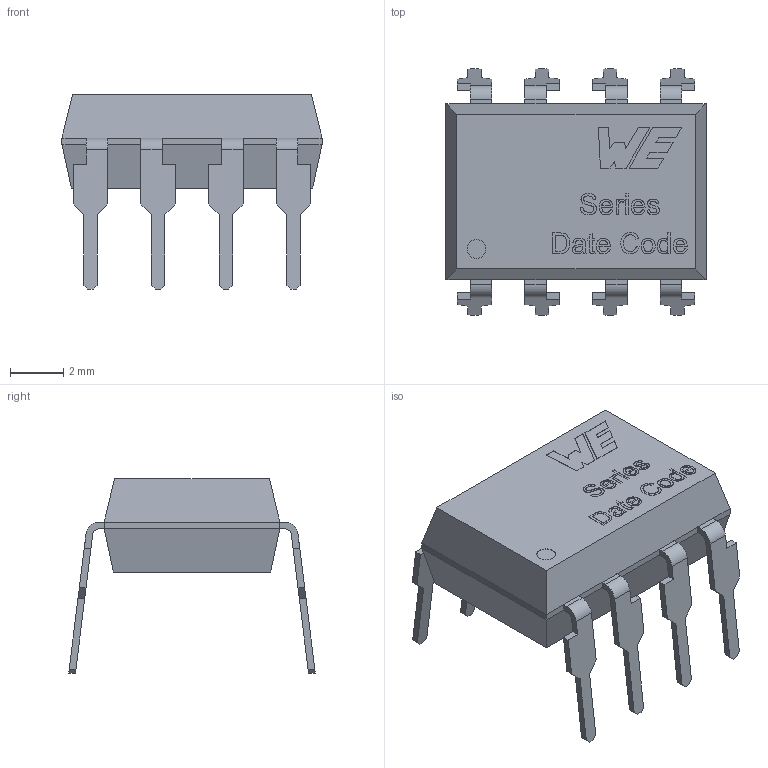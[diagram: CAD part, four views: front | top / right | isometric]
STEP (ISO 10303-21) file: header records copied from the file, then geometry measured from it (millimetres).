
FILE_DESCRIPTION(/* description */ ('Unknown'),/* implementation_level */ '2;1');
FILE_NAME(/* name */ 'WL-OCPT_827_Standard',/* time_stamp */ '2021-06-01T11:43:02+02:00',/* author */ ('Unknown'),/* organization */ ('Unknown'),/* preprocessor_version */ 'ST-DEVELOPER v16.7',/* originating_system */ 'Solid Edge',/* authorisation */ 'Unknown');
FILE_SCHEMA (('AUTOMOTIVE_DESIGN {1 0 10303 214 3 1 1}'));
Length unit declared in the file: millimetre
Products named in the file (3): WL-OCPT_827_Standard; Body; Pins
Assembly tree (2 placements, depth 2):
  WL-OCPT_827_Standard
    Body
    Pins
Bounding box: 9.76 x 9.25 x 7.3 mm (x, y, z)
Volume: 215.5 mm3; surface area: 429.1 mm2
Topology: 5 solids, 5 shells, 295 faces, 761 edges, 494 vertices
Faces by surface type: plane 243, bspline 35, cylinder 17
Full cylindrical faces by diameter (mm): 0.7 x1
Entity records: 11861 total; most frequent: CARTESIAN_POINT 3780, ORIENTED_EDGE 1514, DIRECTION 1147, EDGE_CURVE 757, LINE 553, VECTOR 553, VERTEX_POINT 494, EDGE_LOOP 325
